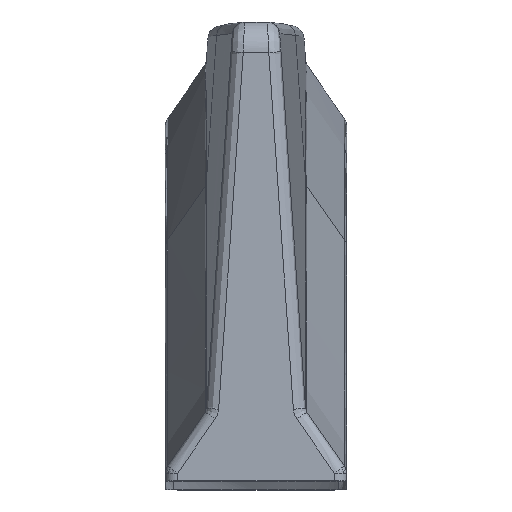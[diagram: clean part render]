
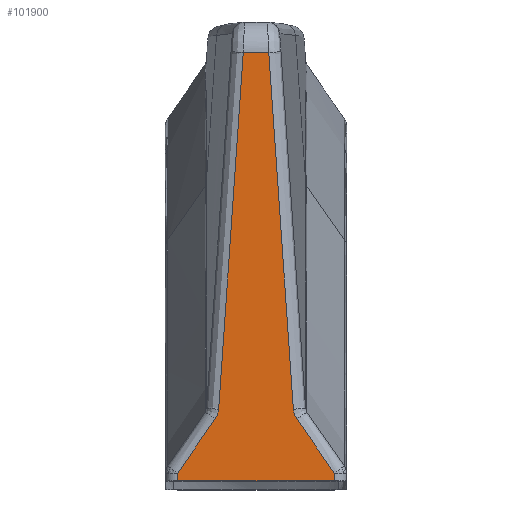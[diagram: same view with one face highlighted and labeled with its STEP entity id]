
A CAD part, top view. The second image highlights one B-rep face of the part: STEP entity #101900.
In plain terms, the highlighted planar face has unit normal (0, 0, 1).
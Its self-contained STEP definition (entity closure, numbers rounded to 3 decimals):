
#85550=CARTESIAN_POINT('',(-5.124,3.56,170.));
#85560=VERTEX_POINT('',#85550);
#85590=CARTESIAN_POINT('',(0.,3.56,170.));
#85600=DIRECTION('',(-1.,0.,0.));
#85610=VECTOR('',#85600,1.);
#85620=LINE('',#85590,#85610);
#85630=CARTESIAN_POINT('',(5.124,3.56,170.));
#85640=VERTEX_POINT('',#85630);
#85650=EDGE_CURVE('',#85640,#85560,#85620,.T.);
#100740=CARTESIAN_POINT('',(19.965,53.177,170.));
#100750=DIRECTION('',(0.,0.,-1.));
#100760=DIRECTION('',(-1.,0.,0.));
#100770=AXIS2_PLACEMENT_3D('',#100740,#100750,#100760);
#100780=PLANE('',#100770);
#100790=CARTESIAN_POINT('',(-2.443,8.243,170.));
#100800=CARTESIAN_POINT('',(-2.448,8.19,170.));
#100810=CARTESIAN_POINT('',(-2.455,8.143,170.));
#100820=CARTESIAN_POINT('',(-2.479,8.027,170.));
#100830=CARTESIAN_POINT('',(-2.495,7.966,170.));
#100840=CARTESIAN_POINT('',(-2.53,7.867,170.));
#100850=CARTESIAN_POINT('',(-2.552,7.817,170.));
#100860=CARTESIAN_POINT('',(-2.605,7.71,170.));
#100870=CARTESIAN_POINT('',(-2.632,7.664,170.));
#100880=CARTESIAN_POINT('',(-2.665,7.614,170.));
#100890=B_SPLINE_CURVE_WITH_KNOTS('',3,(#100790,#100800,#100810,#100820,
#100830,#100840,#100850,#100860,#100870,#100880),.UNSPECIFIED.,.F.,.F.,(
4,2,2,2,4),(0.,0.097,0.195,0.278,
0.383),.UNSPECIFIED.);
#100900=CARTESIAN_POINT('',(-2.443,8.243,170.));
#100910=VERTEX_POINT('',#100900);
#100920=CARTESIAN_POINT('',(-2.665,7.614,170.));
#100930=VERTEX_POINT('',#100920);
#100940=EDGE_CURVE('',#100910,#100930,#100890,.T.);
#100950=ORIENTED_EDGE('',*,*,#100940,.T.);
#100960=CARTESIAN_POINT('',(-0.832,31.557,170.));
#100970=CARTESIAN_POINT('',(-0.834,31.519,170.));
#100980=CARTESIAN_POINT('',(-0.837,31.481,170.));
#100990=CARTESIAN_POINT('',(-1.106,27.589,170.));
#101000=CARTESIAN_POINT('',(-1.373,23.733,170.));
#101010=CARTESIAN_POINT('',(-1.904,16.042,170.));
#101020=CARTESIAN_POINT('',(-2.169,12.206,170.));
#101030=CARTESIAN_POINT('',(-2.437,8.33,170.));
#101040=CARTESIAN_POINT('',(-2.44,8.285,170.));
#101050=CARTESIAN_POINT('',(-2.443,8.243,170.));
#101060=B_SPLINE_CURVE_WITH_KNOTS('',3,(#100960,#100970,#100980,#100990,
#101000,#101010,#101020,#101030,#101040,#101050),.UNSPECIFIED.,.F.,.F.,(
4,2,2,2,4),(0.,0.113,11.707,23.242,
23.362),.UNSPECIFIED.);
#101070=CARTESIAN_POINT('',(-0.832,31.557,170.));
#101080=VERTEX_POINT('',#101070);
#101090=EDGE_CURVE('',#101080,#100910,#101060,.T.);
#101100=ORIENTED_EDGE('',*,*,#101090,.T.);
#101110=CARTESIAN_POINT('',(0.,31.557,170.))
;
#101120=DIRECTION('',(1.,0.,0.));
#101130=VECTOR('',#101120,1.);
#101140=LINE('',#101110,#101130);
#101150=CARTESIAN_POINT('',(0.832,31.557,170.));
#101160=VERTEX_POINT('',#101150);
#101170=EDGE_CURVE('',#101080,#101160,#101140,.T.);
#101180=ORIENTED_EDGE('',*,*,#101170,.F.);
#101190=CARTESIAN_POINT('',(2.443,8.243,170.));
#101200=CARTESIAN_POINT('',(2.44,8.285,170.));
#101210=CARTESIAN_POINT('',(2.437,8.33,170.));
#101220=CARTESIAN_POINT('',(2.169,12.206,170.));
#101230=CARTESIAN_POINT('',(1.904,16.042,170.));
#101240=CARTESIAN_POINT('',(1.373,23.733,170.));
#101250=CARTESIAN_POINT('',(1.106,27.589,170.));
#101260=CARTESIAN_POINT('',(0.837,31.481,170.));
#101270=CARTESIAN_POINT('',(0.834,31.519,170.));
#101280=CARTESIAN_POINT('',(0.832,31.557,170.));
#101290=B_SPLINE_CURVE_WITH_KNOTS('',3,(#101190,#101200,#101210,#101220,
#101230,#101240,#101250,#101260,#101270,#101280),.UNSPECIFIED.,.F.,.F.,(
4,2,2,2,4),(0.,0.119,11.655,23.249,
23.362),.UNSPECIFIED.);
#101300=CARTESIAN_POINT('',(2.443,8.243,170.));
#101310=VERTEX_POINT('',#101300);
#101320=EDGE_CURVE('',#101310,#101160,#101290,.T.);
#101330=ORIENTED_EDGE('',*,*,#101320,.T.);
#101340=CARTESIAN_POINT('',(2.665,7.614,170.));
#101350=CARTESIAN_POINT('',(2.632,7.664,170.));
#101360=CARTESIAN_POINT('',(2.605,7.71,170.));
#101370=CARTESIAN_POINT('',(2.552,7.817,170.));
#101380=CARTESIAN_POINT('',(2.53,7.867,170.));
#101390=CARTESIAN_POINT('',(2.495,7.966,170.));
#101400=CARTESIAN_POINT('',(2.479,8.027,170.));
#101410=CARTESIAN_POINT('',(2.455,8.143,170.));
#101420=CARTESIAN_POINT('',(2.448,8.19,170.));
#101430=CARTESIAN_POINT('',(2.443,8.243,170.));
#101440=B_SPLINE_CURVE_WITH_KNOTS('',3,(#101340,#101350,#101360,#101370,
#101380,#101390,#101400,#101410,#101420,#101430),.UNSPECIFIED.,.F.,.F.,(
4,2,2,2,4),(0.,0.105,0.188,0.286,
0.383),.UNSPECIFIED.);
#101450=CARTESIAN_POINT('',(2.665,7.614,170.));
#101460=VERTEX_POINT('',#101450);
#101470=EDGE_CURVE('',#101460,#101310,#101440,.T.);
#101480=ORIENTED_EDGE('',*,*,#101470,.T.);
#101490=CARTESIAN_POINT('',(5.124,4.071,170.));
#101500=CARTESIAN_POINT('',(4.74,4.625,170.));
#101510=CARTESIAN_POINT('',(4.355,5.179,170.));
#101520=CARTESIAN_POINT('',(3.558,6.326,170.));
#101530=CARTESIAN_POINT('',(3.147,6.919,170.));
#101540=CARTESIAN_POINT('',(2.713,7.544,170.));
#101550=CARTESIAN_POINT('',(2.689,7.58,170.));
#101560=CARTESIAN_POINT('',(2.665,7.614,170.));
#101570=B_SPLINE_CURVE_WITH_KNOTS('',3,(#101490,#101500,#101510,#101520,
#101530,#101540,#101550,#101560),.UNSPECIFIED.,.F.,.F.,(4,2,2,4),(
6.72,8.744,10.909,11.027),
.UNSPECIFIED.);
#101580=CARTESIAN_POINT('',(5.124,4.071,170.));
#101590=VERTEX_POINT('',#101580);
#101600=EDGE_CURVE('',#101590,#101460,#101570,.T.);
#101610=ORIENTED_EDGE('',*,*,#101600,.T.);
#101620=CARTESIAN_POINT('',(5.124,0.,170.));
#101630=DIRECTION('',(0.,1.,0.));
#101640=VECTOR('',#101630,1.);
#101650=LINE('',#101620,#101640);
#101660=EDGE_CURVE('',#85640,#101590,#101650,.T.);
#101670=ORIENTED_EDGE('',*,*,#101660,.T.);
#101680=ORIENTED_EDGE('',*,*,#85650,.F.);
#101690=CARTESIAN_POINT('',(-5.124,0.,170.));
#101700=DIRECTION('',(0.,-1.,0.));
#101710=VECTOR('',#101700,1.);
#101720=LINE('',#101690,#101710);
#101730=CARTESIAN_POINT('',(-5.124,4.071,170.));
#101740=VERTEX_POINT('',#101730);
#101750=EDGE_CURVE('',#101740,#85560,#101720,.T.);
#101760=ORIENTED_EDGE('',*,*,#101750,.T.);
#101770=CARTESIAN_POINT('',(-2.665,7.614,170.));
#101780=CARTESIAN_POINT('',(-2.689,7.58,170.));
#101790=CARTESIAN_POINT('',(-2.713,7.544,170.));
#101800=CARTESIAN_POINT('',(-3.147,6.919,170.));
#101810=CARTESIAN_POINT('',(-3.558,6.326,170.));
#101820=CARTESIAN_POINT('',(-4.355,5.179,170.));
#101830=CARTESIAN_POINT('',(-4.74,4.625,170.));
#101840=CARTESIAN_POINT('',(-5.124,4.071,170.));
#101850=B_SPLINE_CURVE_WITH_KNOTS('',3,(#101770,#101780,#101790,#101800,
#101810,#101820,#101830,#101840),.UNSPECIFIED.,.F.,.F.,(4,2,2,4),(0.,
0.118,2.283,4.307),.UNSPECIFIED.);
#101860=EDGE_CURVE('',#100930,#101740,#101850,.T.);
#101870=ORIENTED_EDGE('',*,*,#101860,.T.);
#101880=EDGE_LOOP('',(#101870,#101760,#101680,#101670,#101610,#101480,
#101330,#101180,#101100,#100950));
#101890=FACE_OUTER_BOUND('',#101880,.T.);
#101900=ADVANCED_FACE('',(#101890),#100780,.F.);
